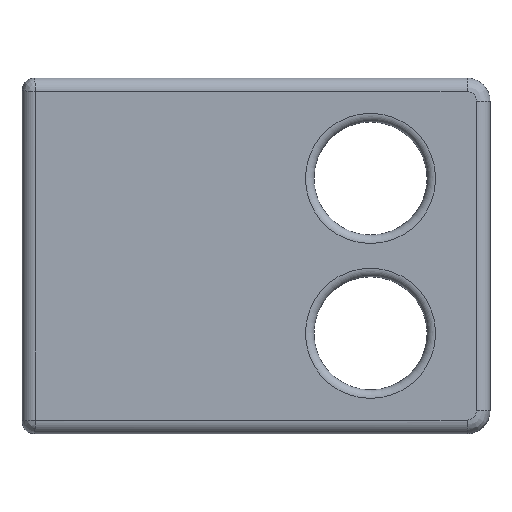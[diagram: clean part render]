
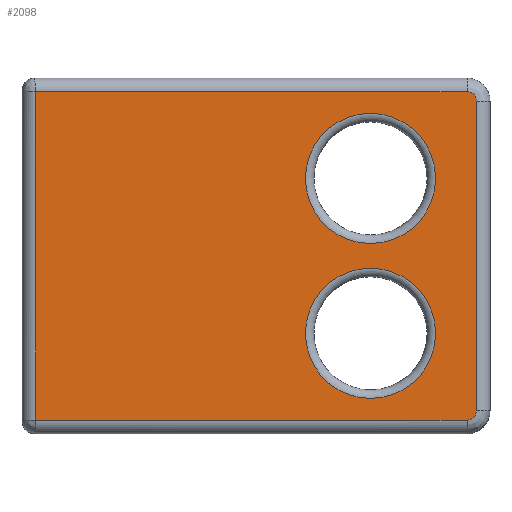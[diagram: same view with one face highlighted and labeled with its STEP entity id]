
A CAD part, top view. The second image highlights one B-rep face of the part: STEP entity #2098.
In plain terms, the highlighted planar face has unit normal (0, 0, 1).
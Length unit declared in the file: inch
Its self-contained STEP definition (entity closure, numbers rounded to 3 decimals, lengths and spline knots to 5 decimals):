
#30=FACE_BOUND('',#705,.T.);
#31=FACE_BOUND('',#706,.T.);
#57=PLANE('',#2261);
#129=LINE('',#3230,#321);
#131=LINE('',#3234,#323);
#134=LINE('',#3257,#326);
#136=LINE('',#3274,#328);
#321=VECTOR('',#2492,0.3937);
#323=VECTOR('',#2496,0.3937);
#326=VECTOR('',#2511,0.3937);
#328=VECTOR('',#2521,0.3937);
#570=FACE_OUTER_BOUND('',#704,.T.);
#704=EDGE_LOOP('',(#1522,#1523,#1524,#1525,#1526,#1527));
#705=EDGE_LOOP('',(#1528,#1529));
#706=EDGE_LOOP('',(#1530,#1531));
#859=CIRCLE('',#2244,0.055);
#863=CIRCLE('',#2249,0.055);
#870=CIRCLE('',#2262,0.3825);
#871=CIRCLE('',#2263,0.3825);
#872=CIRCLE('',#2264,0.3825);
#873=CIRCLE('',#2265,0.3825);
#966=VERTEX_POINT('',#3190);
#969=VERTEX_POINT('',#3226);
#970=VERTEX_POINT('',#3233);
#972=VERTEX_POINT('',#3247);
#974=VERTEX_POINT('',#3253);
#976=VERTEX_POINT('',#3267);
#991=VERTEX_POINT('',#3310);
#992=VERTEX_POINT('',#3311);
#993=VERTEX_POINT('',#3314);
#994=VERTEX_POINT('',#3315);
#1166=EDGE_CURVE('',#966,#969,#129,.T.);
#1168=EDGE_CURVE('',#969,#970,#131,.T.);
#1173=EDGE_CURVE('',#970,#972,#859,.T.);
#1176=EDGE_CURVE('',#972,#974,#134,.T.);
#1179=EDGE_CURVE('',#974,#976,#863,.T.);
#1181=EDGE_CURVE('',#976,#966,#136,.T.);
#1199=EDGE_CURVE('',#991,#992,#870,.T.);
#1200=EDGE_CURVE('',#992,#991,#871,.T.);
#1201=EDGE_CURVE('',#993,#994,#872,.T.);
#1202=EDGE_CURVE('',#994,#993,#873,.T.);
#1522=ORIENTED_EDGE('',*,*,#1166,.F.);
#1523=ORIENTED_EDGE('',*,*,#1181,.F.);
#1524=ORIENTED_EDGE('',*,*,#1179,.F.);
#1525=ORIENTED_EDGE('',*,*,#1176,.F.);
#1526=ORIENTED_EDGE('',*,*,#1173,.F.);
#1527=ORIENTED_EDGE('',*,*,#1168,.F.);
#1528=ORIENTED_EDGE('',*,*,#1199,.F.);
#1529=ORIENTED_EDGE('',*,*,#1200,.F.);
#1530=ORIENTED_EDGE('',*,*,#1201,.F.);
#1531=ORIENTED_EDGE('',*,*,#1202,.F.);
#2098=ADVANCED_FACE('',(#570,#30,#31),#57,.T.);
#2244=AXIS2_PLACEMENT_3D('',#3251,#2504,#2505);
#2249=AXIS2_PLACEMENT_3D('',#3271,#2516,#2517);
#2261=AXIS2_PLACEMENT_3D('',#3309,#2553,#2554);
#2262=AXIS2_PLACEMENT_3D('',#3312,#2555,#2556);
#2263=AXIS2_PLACEMENT_3D('',#3313,#2557,#2558);
#2264=AXIS2_PLACEMENT_3D('',#3316,#2559,#2560);
#2265=AXIS2_PLACEMENT_3D('',#3317,#2561,#2562);
#2492=DIRECTION('',(0.,1.,0.));
#2496=DIRECTION('',(1.,0.,0.));
#2504=DIRECTION('center_axis',(0.,0.,-1.));
#2505=DIRECTION('ref_axis',(0.707,0.707,0.));
#2511=DIRECTION('',(0.,-1.,0.));
#2516=DIRECTION('center_axis',(0.,0.,-1.));
#2517=DIRECTION('ref_axis',(0.707,-0.707,0.));
#2521=DIRECTION('',(-1.,0.,0.));
#2553=DIRECTION('center_axis',(0.,0.,1.));
#2554=DIRECTION('ref_axis',(1.,0.,0.));
#2555=DIRECTION('center_axis',(0.,0.,1.));
#2556=DIRECTION('ref_axis',(1.,0.,0.));
#2557=DIRECTION('center_axis',(0.,0.,1.));
#2558=DIRECTION('ref_axis',(1.,0.,0.));
#2559=DIRECTION('center_axis',(0.,0.,1.));
#2560=DIRECTION('ref_axis',(1.,0.,0.));
#2561=DIRECTION('center_axis',(0.,0.,1.));
#2562=DIRECTION('ref_axis',(1.,0.,0.));
#3190=CARTESIAN_POINT('',(-1.968,-0.965,0.418));
#3226=CARTESIAN_POINT('',(-1.968,0.965,0.418));
#3230=CARTESIAN_POINT('',(-1.968,-0.5225,0.418));
#3233=CARTESIAN_POINT('',(0.567,0.965,0.418));
#3234=CARTESIAN_POINT('',(-1.3605,0.965,0.418));
#3247=CARTESIAN_POINT('',(0.622,0.91,0.418));
#3251=CARTESIAN_POINT('Origin',(0.567,0.91,0.418));
#3253=CARTESIAN_POINT('',(0.622,-0.91,0.418));
#3257=CARTESIAN_POINT('',(0.622,0.5225,0.418));
#3267=CARTESIAN_POINT('',(0.567,-0.965,0.418));
#3271=CARTESIAN_POINT('Origin',(0.567,-0.91,0.418));
#3274=CARTESIAN_POINT('',(0.0145,-0.965,0.418));
#3309=CARTESIAN_POINT('Origin',(-0.673,0.,0.418));
#3310=CARTESIAN_POINT('',(-0.3825,0.455,0.418));
#3311=CARTESIAN_POINT('',(0.3825,0.455,0.418));
#3312=CARTESIAN_POINT('Origin',(0.,0.455,0.418));
#3313=CARTESIAN_POINT('Origin',(0.,0.455,0.418));
#3314=CARTESIAN_POINT('',(-0.3825,-0.455,0.418));
#3315=CARTESIAN_POINT('',(0.3825,-0.455,0.418));
#3316=CARTESIAN_POINT('Origin',(0.,-0.455,0.418));
#3317=CARTESIAN_POINT('Origin',(0.,-0.455,0.418));
